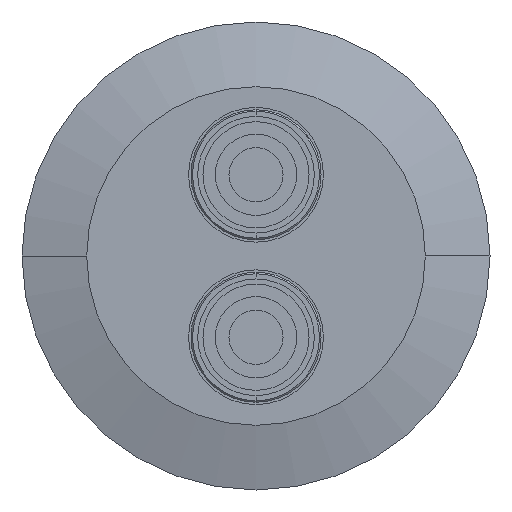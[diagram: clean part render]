
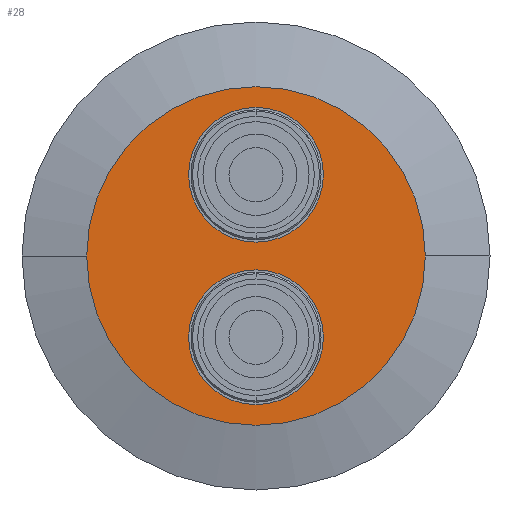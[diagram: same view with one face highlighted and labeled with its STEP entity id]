
A CAD part, front view. The second image highlights one B-rep face of the part: STEP entity #28.
In plain terms, the highlighted planar face has unit normal (0, -1, 0).
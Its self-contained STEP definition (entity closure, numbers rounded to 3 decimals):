
#23 = CIRCLE ( 'NONE', #1492, 7.899 ) ;
#28 = ADVANCED_FACE ( 'NONE', ( #1950, #2168, #2934 ), #414, .F. ) ;
#156 = CARTESIAN_POINT ( 'NONE',  ( 0., -2.413, 17.424 ) ) ;
#174 = EDGE_CURVE ( 'NONE', #1863, #3541, #3394, .T. ) ;
#218 = DIRECTION ( 'NONE',  ( 0., 0., 1. ) ) ;
#277 = CIRCLE ( 'NONE', #2015, 7.899 ) ;
#308 = CIRCLE ( 'NONE', #610, 7.899 ) ;
#357 = CARTESIAN_POINT ( 'NONE',  ( 19.848, -2.413, 0. ) ) ;
#368 = ORIENTED_EDGE ( 'NONE', *, *, #1328, .F. ) ;
#414 = PLANE ( 'NONE',  #3305 ) ;
#439 = DIRECTION ( 'NONE',  ( 0., 1., 0. ) ) ;
#441 = EDGE_CURVE ( 'NONE', #1951, #3226, #308, .T. ) ;
#499 = EDGE_LOOP ( 'NONE', ( #1413, #1333 ) ) ;
#525 = DIRECTION ( 'NONE',  ( 0., -1., 0. ) ) ;
#610 = AXIS2_PLACEMENT_3D ( 'NONE', #2729, #786, #3553 ) ;
#729 = CARTESIAN_POINT ( 'NONE',  ( 0., -2.413, 0. ) ) ;
#786 = DIRECTION ( 'NONE',  ( 0., -1., 0. ) ) ;
#852 = ORIENTED_EDGE ( 'NONE', *, *, #2254, .F. ) ;
#886 = CARTESIAN_POINT ( 'NONE',  ( 0., -2.413, 0. ) ) ;
#1018 = EDGE_CURVE ( 'NONE', #3541, #1863, #3561, .T. ) ;
#1260 = ORIENTED_EDGE ( 'NONE', *, *, #2541, .F. ) ;
#1328 = EDGE_CURVE ( 'NONE', #3226, #1951, #2227, .T. ) ;
#1333 = ORIENTED_EDGE ( 'NONE', *, *, #174, .F. ) ;
#1342 = AXIS2_PLACEMENT_3D ( 'NONE', #729, #439, #3269 ) ;
#1355 = ORIENTED_EDGE ( 'NONE', *, *, #441, .F. ) ;
#1413 = ORIENTED_EDGE ( 'NONE', *, *, #1018, .F. ) ;
#1492 = AXIS2_PLACEMENT_3D ( 'NONE', #2817, #525, #1690 ) ;
#1620 = CARTESIAN_POINT ( 'NONE',  ( 0., -2.413, -9.525 ) ) ;
#1690 = DIRECTION ( 'NONE',  ( 0., 0., 1. ) ) ;
#1731 = DIRECTION ( 'NONE',  ( -1., 0., 0. ) ) ;
#1772 = CARTESIAN_POINT ( 'NONE',  ( 0., -2.413, -1.626 ) ) ;
#1863 = VERTEX_POINT ( 'NONE', #357 ) ;
#1864 = AXIS2_PLACEMENT_3D ( 'NONE', #1620, #2163, #218 ) ;
#1918 = DIRECTION ( 'NONE',  ( 0., 0., 1. ) ) ;
#1950 = FACE_OUTER_BOUND ( 'NONE', #499, .T. ) ;
#1951 = VERTEX_POINT ( 'NONE', #1772 ) ;
#1973 = CARTESIAN_POINT ( 'NONE',  ( 0., -2.413, -17.424 ) ) ;
#2015 = AXIS2_PLACEMENT_3D ( 'NONE', #3647, #3607, #1918 ) ;
#2163 = DIRECTION ( 'NONE',  ( 0., -1., 0. ) ) ;
#2168 = FACE_BOUND ( 'NONE', #2448, .T. ) ;
#2227 = CIRCLE ( 'NONE', #1864, 7.899 ) ;
#2254 = EDGE_CURVE ( 'NONE', #2301, #2525, #23, .T. ) ;
#2301 = VERTEX_POINT ( 'NONE', #156 ) ;
#2354 = DIRECTION ( 'NONE',  ( 0., 0., 1. ) ) ;
#2419 = AXIS2_PLACEMENT_3D ( 'NONE', #886, #2622, #1731 ) ;
#2448 = EDGE_LOOP ( 'NONE', ( #852, #1260 ) ) ;
#2525 = VERTEX_POINT ( 'NONE', #3032 ) ;
#2541 = EDGE_CURVE ( 'NONE', #2525, #2301, #277, .T. ) ;
#2622 = DIRECTION ( 'NONE',  ( 0., 1., 0. ) ) ;
#2729 = CARTESIAN_POINT ( 'NONE',  ( 0., -2.413, -9.525 ) ) ;
#2817 = CARTESIAN_POINT ( 'NONE',  ( 0., -2.413, 9.525 ) ) ;
#2895 = EDGE_LOOP ( 'NONE', ( #1355, #368 ) ) ;
#2934 = FACE_BOUND ( 'NONE', #2895, .T. ) ;
#2955 = CARTESIAN_POINT ( 'NONE',  ( -19.848, -2.413, 0. ) ) ;
#2971 = CARTESIAN_POINT ( 'NONE',  ( -19.848, -2.413, 0. ) ) ;
#3032 = CARTESIAN_POINT ( 'NONE',  ( 0., -2.413, 1.626 ) ) ;
#3226 = VERTEX_POINT ( 'NONE', #1973 ) ;
#3231 = DIRECTION ( 'NONE',  ( 0., 1., 0. ) ) ;
#3269 = DIRECTION ( 'NONE',  ( -1., 0., 0. ) ) ;
#3305 = AXIS2_PLACEMENT_3D ( 'NONE', #2955, #3231, #2354 ) ;
#3394 = CIRCLE ( 'NONE', #2419, 19.848 ) ;
#3541 = VERTEX_POINT ( 'NONE', #2971 ) ;
#3553 = DIRECTION ( 'NONE',  ( 0., 0., 1. ) ) ;
#3561 = CIRCLE ( 'NONE', #1342, 19.848 ) ;
#3607 = DIRECTION ( 'NONE',  ( 0., -1., 0. ) ) ;
#3647 = CARTESIAN_POINT ( 'NONE',  ( 0., -2.413, 9.525 ) ) ;
